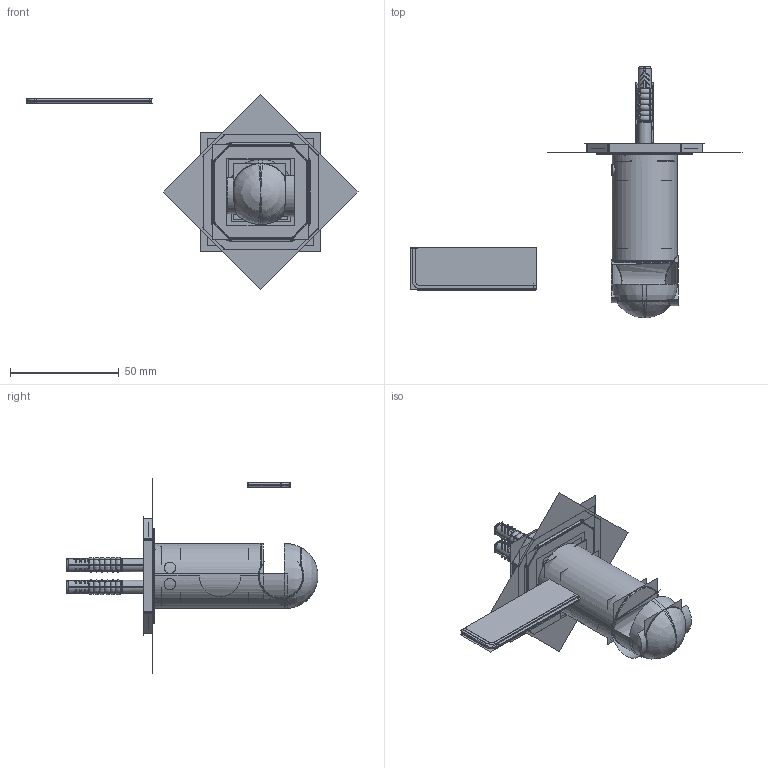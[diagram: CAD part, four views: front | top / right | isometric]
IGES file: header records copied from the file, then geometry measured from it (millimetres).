
Start section:  PTC IGES file: bl953c_asm.igs
Global section: file name: bl953c_asm.igs; native system: Pro/ENGINEER by Parametric Technology Corporation; preprocessor: 2009360; author: user33; organization: Unknown; date: 20191219.150404; units: millimetre
Bounding box: 152.56 x 115.71 x 89.44 mm (x, y, z)
Volume: 32883.8 mm3; surface area: 150586.6 mm2
Topology: 14 solids, 18 shells, 2212 faces, 11674 edges, 14681 vertices
Faces by surface type: bspline 1160, revolution 1052
